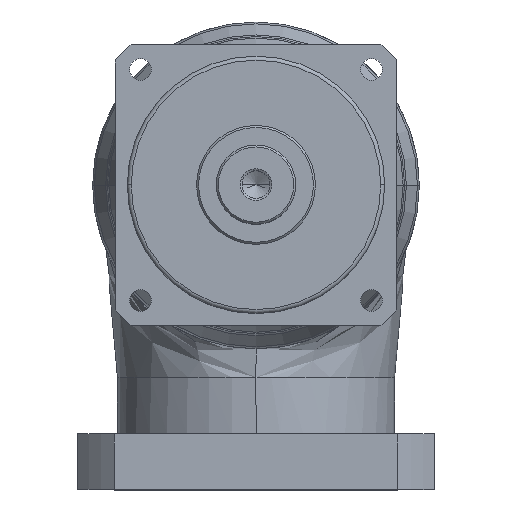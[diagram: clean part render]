
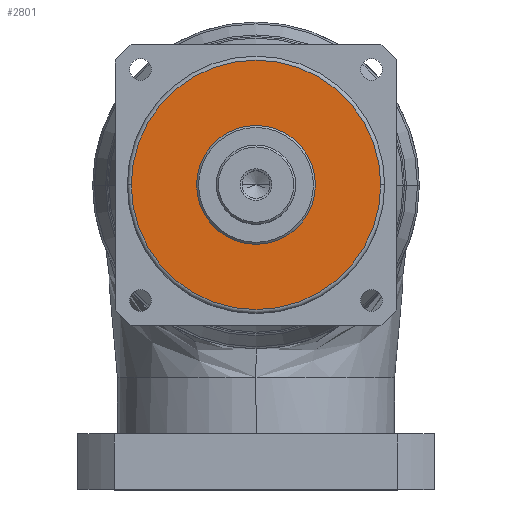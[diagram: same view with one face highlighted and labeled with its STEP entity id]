
A CAD part, top view. The second image highlights one B-rep face of the part: STEP entity #2801.
In plain terms, the highlighted planar face has unit normal (0, 0, 1).
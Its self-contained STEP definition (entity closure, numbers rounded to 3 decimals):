
#16 = VERTEX_POINT ( 'NONE', #4449 ) ;
#134 = VERTEX_POINT ( 'NONE', #1511 ) ;
#264 = DIRECTION ( 'NONE',  ( 1., 0., 0. ) ) ;
#272 = CARTESIAN_POINT ( 'NONE',  ( 0., 0., 167. ) ) ;
#419 = VERTEX_POINT ( 'NONE', #594 ) ;
#594 = CARTESIAN_POINT ( 'NONE',  ( -63., 0., 167. ) ) ;
#619 = DIRECTION ( 'NONE',  ( 1., 0., 0. ) ) ;
#698 = DIRECTION ( 'NONE',  ( 0., 0., 1. ) ) ;
#717 = ORIENTED_EDGE ( 'NONE', *, *, #4087, .T. ) ;
#721 = CIRCLE ( 'NONE', #2098, 63. ) ;
#770 = ORIENTED_EDGE ( 'NONE', *, *, #1850, .F. ) ;
#775 = FACE_OUTER_BOUND ( 'NONE', #1739, .T. ) ;
#1003 = AXIS2_PLACEMENT_3D ( 'NONE', #4415, #2336, #264 ) ;
#1019 = CARTESIAN_POINT ( 'NONE',  ( 0., 0., 167. ) ) ;
#1234 = AXIS2_PLACEMENT_3D ( 'NONE', #272, #2696, #619 ) ;
#1370 = DIRECTION ( 'NONE',  ( 1., 0., 0. ) ) ;
#1511 = CARTESIAN_POINT ( 'NONE',  ( 30., 0., 167. ) ) ;
#1587 = FACE_BOUND ( 'NONE', #2310, .T. ) ;
#1705 = ORIENTED_EDGE ( 'NONE', *, *, #4169, .T. ) ;
#1715 = AXIS2_PLACEMENT_3D ( 'NONE', #1019, #3454, #1370 ) ;
#1739 = EDGE_LOOP ( 'NONE', ( #1705, #717 ) ) ;
#1850 = EDGE_CURVE ( 'NONE', #134, #2414, #3280, .T. ) ;
#1986 = PLANE ( 'NONE',  #1003 ) ;
#2040 = DIRECTION ( 'NONE',  ( 0., 0., 1. ) ) ;
#2098 = AXIS2_PLACEMENT_3D ( 'NONE', #4128, #2040, #4478 ) ;
#2255 = CIRCLE ( 'NONE', #2656, 63. ) ;
#2310 = EDGE_LOOP ( 'NONE', ( #770, #3198 ) ) ;
#2336 = DIRECTION ( 'NONE',  ( 0., 0., 1. ) ) ;
#2414 = VERTEX_POINT ( 'NONE', #4335 ) ;
#2656 = AXIS2_PLACEMENT_3D ( 'NONE', #2781, #698, #3128 ) ;
#2696 = DIRECTION ( 'NONE',  ( 0., 0., 1. ) ) ;
#2781 = CARTESIAN_POINT ( 'NONE',  ( 0., 0., 167. ) ) ;
#2801 = ADVANCED_FACE ( 'NONE', ( #775, #1587 ), #1986, .T. ) ;
#2826 = EDGE_CURVE ( 'NONE', #2414, #134, #3427, .T. ) ;
#3128 = DIRECTION ( 'NONE',  ( 1., 0., 0. ) ) ;
#3198 = ORIENTED_EDGE ( 'NONE', *, *, #2826, .F. ) ;
#3280 = CIRCLE ( 'NONE', #1715, 30. ) ;
#3427 = CIRCLE ( 'NONE', #1234, 30. ) ;
#3454 = DIRECTION ( 'NONE',  ( 0., 0., 1. ) ) ;
#4087 = EDGE_CURVE ( 'NONE', #419, #16, #721, .T. ) ;
#4128 = CARTESIAN_POINT ( 'NONE',  ( 0., 0., 167. ) ) ;
#4169 = EDGE_CURVE ( 'NONE', #16, #419, #2255, .T. ) ;
#4335 = CARTESIAN_POINT ( 'NONE',  ( -30., 0., 167. ) ) ;
#4415 = CARTESIAN_POINT ( 'NONE',  ( 0., 0., 167. ) ) ;
#4449 = CARTESIAN_POINT ( 'NONE',  ( 63., 0., 167. ) ) ;
#4478 = DIRECTION ( 'NONE',  ( 1., 0., 0. ) ) ;
